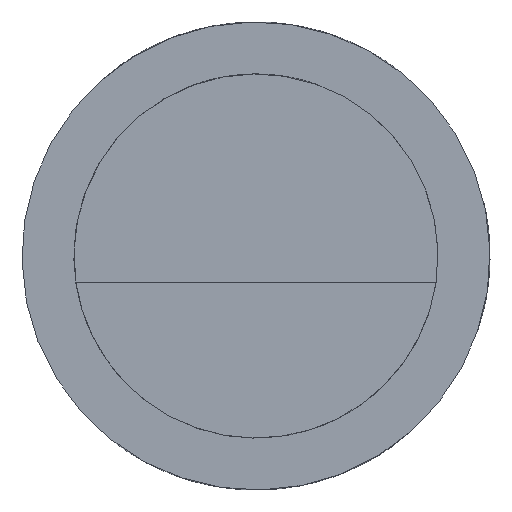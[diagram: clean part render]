
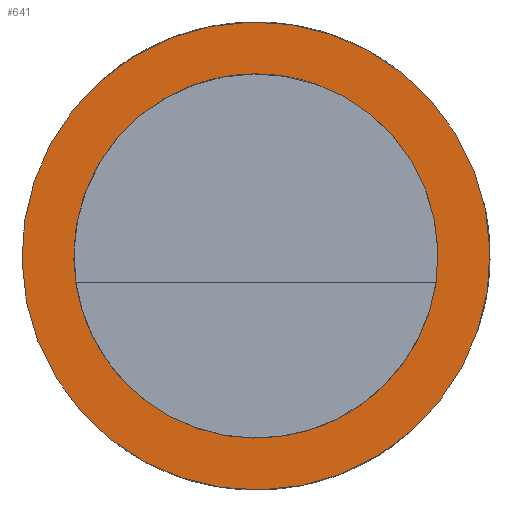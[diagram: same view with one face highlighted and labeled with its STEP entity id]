
A CAD part, front view. The second image highlights one B-rep face of the part: STEP entity #641.
In plain terms, the highlighted planar face has unit normal (0, -1, 0).
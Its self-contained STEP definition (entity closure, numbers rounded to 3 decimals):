
#151=CARTESIAN_POINT('Vertex',(3.356,-20.5,6.143)) ;
#154=CARTESIAN_POINT('Axis2P3D Location',(0.,-20.5,0.)) ;
#158=CARTESIAN_POINT('Vertex',(-3.356,-20.5,-6.143)) ;
#540=CARTESIAN_POINT('Vertex',(4.315,-20.5,7.898)) ;
#543=CARTESIAN_POINT('Axis2P3D Location',(0.,-20.5,0.)) ;
#547=CARTESIAN_POINT('Vertex',(-4.315,-20.5,-7.898)) ;
#582=CARTESIAN_POINT('Axis2P3D Location',(0.,-20.5,0.)) ;
#623=CARTESIAN_POINT('Axis2P3D Location',(0.,-20.5,7.)) ;
#632=CARTESIAN_POINT('Axis2P3D Location',(0.,-20.5,0.)) ;
#155=DIRECTION('Axis2P3D Direction',(0.,1.,0.)) ;
#544=DIRECTION('Axis2P3D Direction',(0.,1.,0.)) ;
#583=DIRECTION('Axis2P3D Direction',(0.,1.,0.)) ;
#624=DIRECTION('Axis2P3D Direction',(0.,1.,0.)) ;
#625=DIRECTION('Axis2P3D XDirection',(1.,-0.,0.)) ;
#633=DIRECTION('Axis2P3D Direction',(0.,1.,0.)) ;
#156=AXIS2_PLACEMENT_3D('Circle Axis2P3D',#154,#155,$) ;
#545=AXIS2_PLACEMENT_3D('Circle Axis2P3D',#543,#544,$) ;
#584=AXIS2_PLACEMENT_3D('Circle Axis2P3D',#582,#583,$) ;
#626=AXIS2_PLACEMENT_3D('Plane Axis2P3D',#623,#624,#625) ;
#634=AXIS2_PLACEMENT_3D('Circle Axis2P3D',#632,#633,$) ;
#629=ORIENTED_EDGE('',*,*,#549,.F.) ;
#630=ORIENTED_EDGE('',*,*,#586,.F.) ;
#638=ORIENTED_EDGE('',*,*,#160,.T.) ;
#639=ORIENTED_EDGE('',*,*,#636,.T.) ;
#640=FACE_BOUND('',#637,.T.) ;
#641=ADVANCED_FACE('Corps principal',(#631,#640),#627,.F.) ;
#157=CIRCLE('generated circle',#156,7.) ;
#546=CIRCLE('generated circle',#545,9.) ;
#585=CIRCLE('generated circle',#584,9.) ;
#635=CIRCLE('generated circle',#634,7.) ;
#160=EDGE_CURVE('',#159,#152,#157,.T.) ;
#549=EDGE_CURVE('',#541,#548,#546,.T.) ;
#586=EDGE_CURVE('',#548,#541,#585,.T.) ;
#636=EDGE_CURVE('',#152,#159,#635,.T.) ;
#628=EDGE_LOOP('',(#629,#630)) ;
#637=EDGE_LOOP('',(#638,#639)) ;
#631=FACE_OUTER_BOUND('',#628,.T.) ;
#627=PLANE('Plane',#626) ;
#152=VERTEX_POINT('',#151) ;
#159=VERTEX_POINT('',#158) ;
#541=VERTEX_POINT('',#540) ;
#548=VERTEX_POINT('',#547) ;
